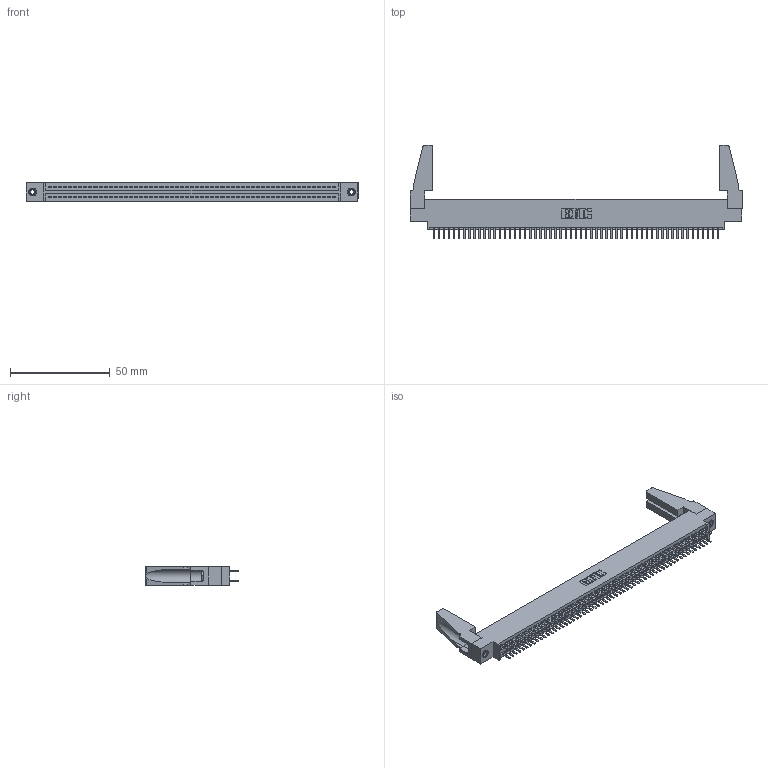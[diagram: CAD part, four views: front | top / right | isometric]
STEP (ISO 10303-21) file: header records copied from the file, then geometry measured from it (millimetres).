
FILE_DESCRIPTION (( 'STEP AP203' ), '1' );
FILE_NAME ('395-114-520-888.STEP', '2019-10-27T17:06:42', ( '' ), ( '' ), 'SwSTEP 2.0', 'SolidWorks 2016', '' );
FILE_SCHEMA (( 'CONFIG_CONTROL_DESIGN' ));
Length unit declared in the file: inch
Products named in the file (5): 345-250-001_345-250-001-102; 345-220-078_345-220-088; 395-114-520-888; 345 Part_0.170 Offset - 0.156 Dia-TH; 345-292-001_345-293-120
Assembly tree (119 placements, depth 2):
  395-114-520-888
    345 Part_0.170 Offset - 0.156 Dia-TH
    345-292-001_345-293-120  x114
    345-250-001_345-250-001-102  x2
    345-220-078_345-220-088  x2
Bounding box: 166.01 x 46.86 x 9.4 mm (x, y, z)
Volume: 19355 mm3; surface area: 27251.8 mm2
Topology: 119 solids, 119 shells, 6410 faces, 18565 edges, 12062 vertices
Faces by surface type: plane 4146, cylinder 2248, cone 12, torus 4
Entity records: 45098 total; most frequent: CARTESIAN_POINT 7554, ORIENTED_EDGE 7436, DIRECTION 6634, EDGE_CURVE 3718, LINE 3312, VECTOR 3312, VERTEX_POINT 2470, AXIS2_PLACEMENT_3D 1661
